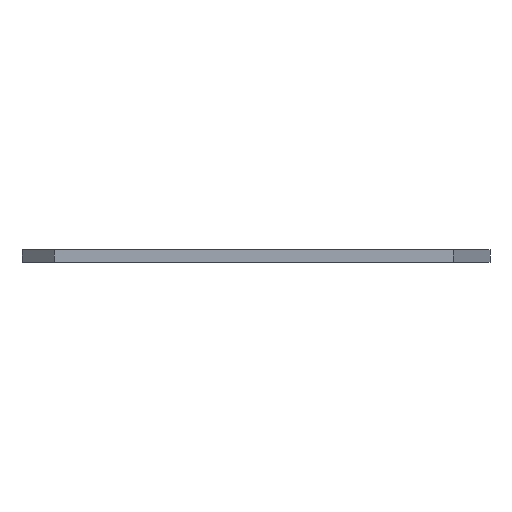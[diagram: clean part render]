
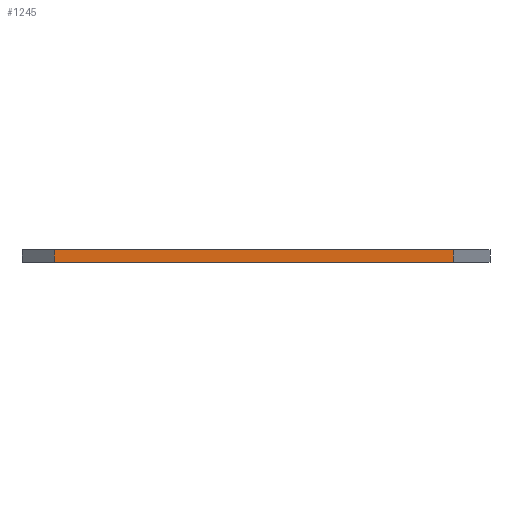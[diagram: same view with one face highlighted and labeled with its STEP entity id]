
A CAD part, front view. The second image highlights one B-rep face of the part: STEP entity #1245.
In plain terms, the highlighted planar face has unit normal (0, -1, 0).
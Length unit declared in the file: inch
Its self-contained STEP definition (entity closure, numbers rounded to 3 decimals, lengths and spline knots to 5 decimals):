
#86 = LINE ( 'NONE', #200, #1262 ) ;
#101 = CARTESIAN_POINT ( 'NONE',  ( 0., -0.5, -0.04921 ) ) ;
#200 = CARTESIAN_POINT ( 'NONE',  ( -2.99, -0.5, -0.04921 ) ) ;
#323 = CARTESIAN_POINT ( 'NONE',  ( 0.08632, -0.5, -0.04921 ) ) ;
#349 = VECTOR ( 'NONE', #796, 39.37008 ) ;
#360 = DIRECTION ( 'NONE',  ( 0., 1., 0. ) ) ;
#391 = PLANE ( 'NONE',  #823 ) ;
#395 = EDGE_CURVE ( 'NONE', #585, #657, #86, .T. ) ;
#468 = ORIENTED_EDGE ( 'NONE', *, *, #617, .T. ) ;
#485 = FACE_OUTER_BOUND ( 'NONE', #1309, .T. ) ;
#544 = VERTEX_POINT ( 'NONE', #323 ) ;
#585 = VERTEX_POINT ( 'NONE', #1436 ) ;
#599 = LINE ( 'NONE', #101, #724 ) ;
#617 = EDGE_CURVE ( 'NONE', #657, #544, #599, .T. ) ;
#657 = VERTEX_POINT ( 'NONE', #1224 ) ;
#724 = VECTOR ( 'NONE', #821, 39.37008 ) ;
#796 = DIRECTION ( 'NONE',  ( 1., 0., 0. ) ) ;
#821 = DIRECTION ( 'NONE',  ( 1., 0., 0. ) ) ;
#823 = AXIS2_PLACEMENT_3D ( 'NONE', #1362, #360, #844 ) ;
#844 = DIRECTION ( 'NONE',  ( 0., 0., 1. ) ) ;
#864 = EDGE_CURVE ( 'NONE', #585, #1079, #892, .T. ) ;
#892 = LINE ( 'NONE', #1504, #349 ) ;
#894 = DIRECTION ( 'NONE',  ( 0., 0., -1. ) ) ;
#911 = ORIENTED_EDGE ( 'NONE', *, *, #1138, .F. ) ;
#999 = DIRECTION ( 'NONE',  ( 0., 0., -1. ) ) ;
#1069 = CARTESIAN_POINT ( 'NONE',  ( 0.08632, -0.5, 0.04921 ) ) ;
#1079 = VERTEX_POINT ( 'NONE', #1069 ) ;
#1138 = EDGE_CURVE ( 'NONE', #1079, #544, #1460, .T. ) ;
#1221 = CARTESIAN_POINT ( 'NONE',  ( 0.08632, -0.5, 0.04921 ) ) ;
#1224 = CARTESIAN_POINT ( 'NONE',  ( -2.99, -0.5, -0.04921 ) ) ;
#1245 = ADVANCED_FACE ( 'NONE', ( #485 ), #391, .F. ) ;
#1262 = VECTOR ( 'NONE', #894, 39.37008 ) ;
#1309 = EDGE_LOOP ( 'NONE', ( #1541, #1399, #468, #911 ) ) ;
#1362 = CARTESIAN_POINT ( 'NONE',  ( 0., -0.5, 0.04921 ) ) ;
#1366 = VECTOR ( 'NONE', #999, 39.37008 ) ;
#1399 = ORIENTED_EDGE ( 'NONE', *, *, #395, .T. ) ;
#1436 = CARTESIAN_POINT ( 'NONE',  ( -2.99, -0.5, 0.04921 ) ) ;
#1460 = LINE ( 'NONE', #1221, #1366 ) ;
#1504 = CARTESIAN_POINT ( 'NONE',  ( 0., -0.5, 0.04921 ) ) ;
#1541 = ORIENTED_EDGE ( 'NONE', *, *, #864, .F. ) ;
